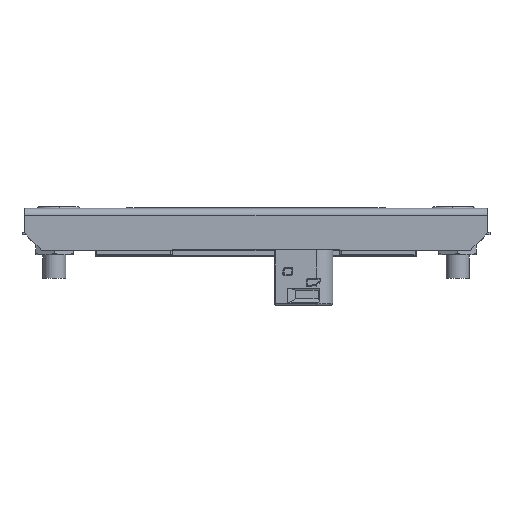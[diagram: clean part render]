
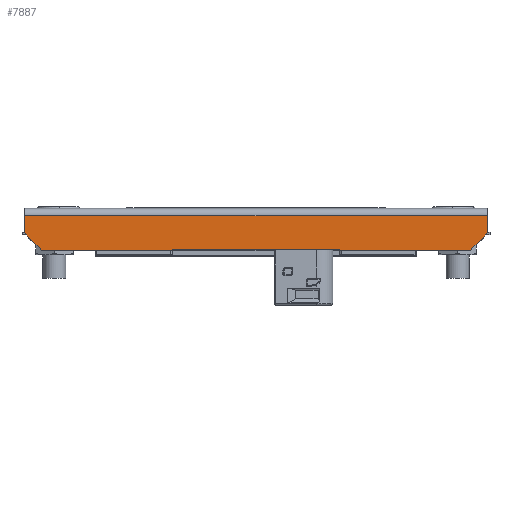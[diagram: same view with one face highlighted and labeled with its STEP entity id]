
A CAD part, front view. The second image highlights one B-rep face of the part: STEP entity #7887.
In plain terms, the highlighted planar face has unit normal (0, -1, 0).
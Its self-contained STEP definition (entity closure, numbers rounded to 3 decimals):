
#297=DIRECTION('',(1.,0.,0.));
#298=VECTOR('',#297,44.172);
#299=CARTESIAN_POINT('',(-73.172,0.,0.));
#300=LINE('',#299,#298);
#338=DIRECTION('',(1.,0.,0.));
#339=VECTOR('',#338,44.172);
#340=CARTESIAN_POINT('',(29.,0.,0.));
#341=LINE('',#340,#339);
#989=CARTESIAN_POINT('',(78.,0.,6.828));
#990=DIRECTION('',(0.,-1.,0.));
#991=DIRECTION('',(0.707,0.,-0.707));
#992=AXIS2_PLACEMENT_3D('',#989,#990,#991);
#994=DIRECTION('',(0.707,0.,0.707));
#995=VECTOR('',#994,6.828);
#996=CARTESIAN_POINT('',(74.586,0.,0.586));
#997=LINE('',#996,#995);
#998=CARTESIAN_POINT('',(73.172,0.,2.));
#999=DIRECTION('',(0.,-1.,0.));
#1000=DIRECTION('',(0.,0.,-1.));
#1001=AXIS2_PLACEMENT_3D('',#998,#999,#1000);
#1003=DIRECTION('',(0.,0.,1.));
#1004=VECTOR('',#1003,0.3);
#1005=CARTESIAN_POINT('',(29.,0.,0.));
#1006=LINE('',#1005,#1004);
#1007=DIRECTION('',(-1.,0.,0.));
#1008=VECTOR('',#1007,58.);
#1009=CARTESIAN_POINT('',(29.,0.,0.3));
#1010=LINE('',#1009,#1008);
#1011=DIRECTION('',(0.,0.,1.));
#1012=VECTOR('',#1011,0.3);
#1013=CARTESIAN_POINT('',(-29.,0.,0.));
#1014=LINE('',#1013,#1012);
#1015=CARTESIAN_POINT('',(-73.172,0.,2.));
#1016=DIRECTION('',(0.,-1.,0.));
#1017=DIRECTION('',(-0.707,0.,-0.707));
#1018=AXIS2_PLACEMENT_3D('',#1015,#1016,#1017);
#1020=DIRECTION('',(0.707,0.,-0.707));
#1021=VECTOR('',#1020,6.828);
#1022=CARTESIAN_POINT('',(-79.414,0.,5.414));
#1023=LINE('',#1022,#1021);
#1024=CARTESIAN_POINT('',(-78.,0.,6.828));
#1025=DIRECTION('',(0.,-1.,0.));
#1026=DIRECTION('',(-1.,0.,0.));
#1027=AXIS2_PLACEMENT_3D('',#1024,#1025,#1026);
#1029=DIRECTION('',(0.,0.,1.));
#1030=VECTOR('',#1029,5.272);
#1031=CARTESIAN_POINT('',(-80.,0.,6.828));
#1032=LINE('',#1031,#1030);
#1033=DIRECTION('',(1.,0.,0.));
#1034=VECTOR('',#1033,160.);
#1035=CARTESIAN_POINT('',(-80.,0.,12.1));
#1036=LINE('',#1035,#1034);
#1428=DIRECTION('',(0.,0.,1.));
#1429=VECTOR('',#1428,5.272);
#1430=CARTESIAN_POINT('',(80.,0.,6.828));
#1431=LINE('',#1430,#1429);
#5589=CARTESIAN_POINT('',(29.,0.,0.3));
#5590=CARTESIAN_POINT('',(-29.,0.,0.3));
#5591=VERTEX_POINT('',#5589);
#5592=VERTEX_POINT('',#5590);
#5593=CARTESIAN_POINT('',(-29.,0.,0.));
#5594=VERTEX_POINT('',#5593);
#5595=CARTESIAN_POINT('',(29.,0.,0.));
#5596=VERTEX_POINT('',#5595);
#5662=CARTESIAN_POINT('',(80.,0.,12.1));
#5664=VERTEX_POINT('',#5662);
#5665=CARTESIAN_POINT('',(-80.,0.,12.1));
#5666=VERTEX_POINT('',#5665);
#6593=CARTESIAN_POINT('',(79.414,0.,5.414));
#6594=VERTEX_POINT('',#6593);
#6595=CARTESIAN_POINT('',(80.,0.,6.828));
#6596=VERTEX_POINT('',#6595);
#6597=CARTESIAN_POINT('',(73.172,0.,0.));
#6598=CARTESIAN_POINT('',(74.586,0.,0.586));
#6599=VERTEX_POINT('',#6597);
#6600=VERTEX_POINT('',#6598);
#6621=CARTESIAN_POINT('',(-80.,0.,6.828));
#6622=CARTESIAN_POINT('',(-79.414,0.,5.414));
#6623=VERTEX_POINT('',#6621);
#6624=VERTEX_POINT('',#6622);
#6633=CARTESIAN_POINT('',(-74.586,0.,0.586));
#6634=VERTEX_POINT('',#6633);
#6635=CARTESIAN_POINT('',(-73.172,0.,0.));
#6636=VERTEX_POINT('',#6635);
#7854=CARTESIAN_POINT('',(-80.,0.,0.));
#7855=DIRECTION('',(0.,-1.,0.));
#7856=DIRECTION('',(1.,0.,0.));
#7857=AXIS2_PLACEMENT_3D('',#7854,#7855,#7856);
#7858=PLANE('',#7857);
#7860=ORIENTED_EDGE('',*,*,#7859,.F.);
#7862=ORIENTED_EDGE('',*,*,#7861,.F.);
#7864=ORIENTED_EDGE('',*,*,#7863,.F.);
#7865=ORIENTED_EDGE('',*,*,#7330,.F.);
#7867=ORIENTED_EDGE('',*,*,#7866,.T.);
#7869=ORIENTED_EDGE('',*,*,#7868,.T.);
#7871=ORIENTED_EDGE('',*,*,#7870,.F.);
#7872=ORIENTED_EDGE('',*,*,#7295,.F.);
#7874=ORIENTED_EDGE('',*,*,#7873,.F.);
#7876=ORIENTED_EDGE('',*,*,#7875,.F.);
#7878=ORIENTED_EDGE('',*,*,#7877,.F.);
#7880=ORIENTED_EDGE('',*,*,#7879,.T.);
#7882=ORIENTED_EDGE('',*,*,#7881,.T.);
#7884=ORIENTED_EDGE('',*,*,#7883,.F.);
#7885=EDGE_LOOP('',(#7860,#7862,#7864,#7865,#7867,#7869,#7871,#7872,#7874,#7876,
#7878,#7880,#7882,#7884));
#7886=FACE_OUTER_BOUND('',#7885,.F.);
#993=CIRCLE('',#992,2.);
#1002=CIRCLE('',#1001,2.);
#1019=CIRCLE('',#1018,2.);
#1028=CIRCLE('',#1027,2.);
#7295=EDGE_CURVE('',#6636,#5594,#300,.T.);
#7330=EDGE_CURVE('',#5596,#6599,#341,.T.);
#7859=EDGE_CURVE('',#6594,#6596,#993,.T.);
#7861=EDGE_CURVE('',#6600,#6594,#997,.T.);
#7863=EDGE_CURVE('',#6599,#6600,#1002,.T.);
#7866=EDGE_CURVE('',#5596,#5591,#1006,.T.);
#7868=EDGE_CURVE('',#5591,#5592,#1010,.T.);
#7870=EDGE_CURVE('',#5594,#5592,#1014,.T.);
#7873=EDGE_CURVE('',#6634,#6636,#1019,.T.);
#7875=EDGE_CURVE('',#6624,#6634,#1023,.T.);
#7877=EDGE_CURVE('',#6623,#6624,#1028,.T.);
#7879=EDGE_CURVE('',#6623,#5666,#1032,.T.);
#7881=EDGE_CURVE('',#5666,#5664,#1036,.T.);
#7883=EDGE_CURVE('',#6596,#5664,#1431,.T.);
#7887=ADVANCED_FACE('',(#7886),#7858,.T.);
